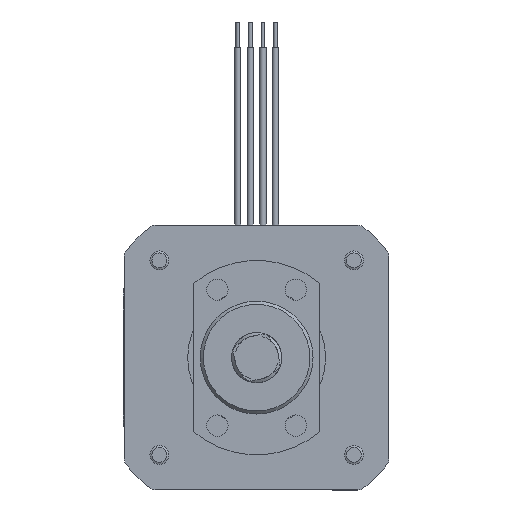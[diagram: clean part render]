
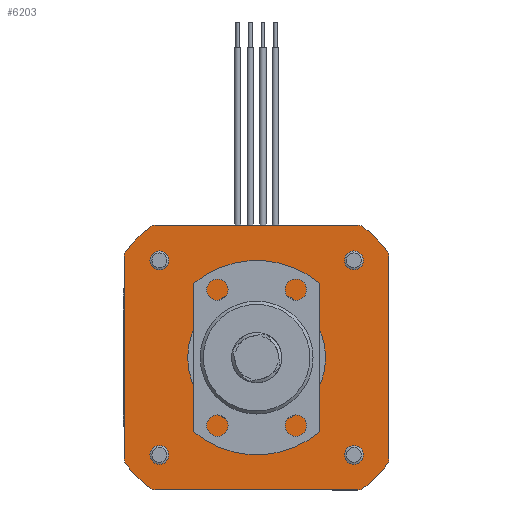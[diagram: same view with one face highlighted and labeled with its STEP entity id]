
A CAD part, front view. The second image highlights one B-rep face of the part: STEP entity #6203.
In plain terms, the highlighted face is planar.
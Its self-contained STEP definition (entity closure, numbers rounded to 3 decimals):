
#689=LINE('',#9924,#1212);
#690=LINE('',#9932,#1213);
#691=LINE('',#9940,#1214);
#692=LINE('',#9948,#1215);
#1212=VECTOR('',#8058,32.311);
#1213=VECTOR('',#8065,32.311);
#1214=VECTOR('',#8072,32.311);
#1215=VECTOR('',#8079,32.311);
#1397=FACE_BOUND('',#2090,.T.);
#1398=FACE_BOUND('',#2091,.T.);
#1399=FACE_BOUND('',#2092,.T.);
#1400=FACE_BOUND('',#2093,.T.);
#1401=FACE_BOUND('',#2094,.T.);
#1680=FACE_OUTER_BOUND('',#2089,.T.);
#2089=EDGE_LOOP('',(#5047,#5048,#5049,#5050,#5051,#5052,#5053,#5054,#5055,
#5056,#5057,#5058,#5059,#5060,#5061,#5062));
#2090=EDGE_LOOP('',(#5063));
#2091=EDGE_LOOP('',(#5064));
#2092=EDGE_LOOP('',(#5065));
#2093=EDGE_LOOP('',(#5066));
#2094=EDGE_LOOP('',(#5067));
#2481=CIRCLE('',#6702,11.);
#2484=CIRCLE('',#6707,26.9);
#2485=CIRCLE('',#6708,1.5);
#2486=CIRCLE('',#6709,1.5);
#2487=CIRCLE('',#6710,26.9);
#2488=CIRCLE('',#6711,1.5);
#2489=CIRCLE('',#6712,1.5);
#2490=CIRCLE('',#6713,26.9);
#2491=CIRCLE('',#6714,1.5);
#2492=CIRCLE('',#6715,1.5);
#2493=CIRCLE('',#6716,26.9);
#2494=CIRCLE('',#6717,1.5);
#2495=CIRCLE('',#6718,1.5);
#2496=CIRCLE('',#6719,1.5);
#2497=CIRCLE('',#6720,1.5);
#2498=CIRCLE('',#6721,1.5);
#2499=CIRCLE('',#6722,1.5);
#2975=VERTEX_POINT('',#9910);
#2978=VERTEX_POINT('',#9918);
#2979=VERTEX_POINT('',#9919);
#2980=VERTEX_POINT('',#9921);
#2981=VERTEX_POINT('',#9923);
#2982=VERTEX_POINT('',#9925);
#2983=VERTEX_POINT('',#9927);
#2984=VERTEX_POINT('',#9929);
#2985=VERTEX_POINT('',#9931);
#2986=VERTEX_POINT('',#9933);
#2987=VERTEX_POINT('',#9935);
#2988=VERTEX_POINT('',#9937);
#2989=VERTEX_POINT('',#9939);
#2990=VERTEX_POINT('',#9941);
#2991=VERTEX_POINT('',#9943);
#2992=VERTEX_POINT('',#9945);
#2993=VERTEX_POINT('',#9947);
#2994=VERTEX_POINT('',#9950);
#2995=VERTEX_POINT('',#9952);
#2996=VERTEX_POINT('',#9954);
#2997=VERTEX_POINT('',#9956);
#3727=EDGE_CURVE('',#2975,#2975,#2481,.T.);
#3730=EDGE_CURVE('',#2978,#2979,#2484,.T.);
#3731=EDGE_CURVE('',#2980,#2978,#2485,.T.);
#3732=EDGE_CURVE('',#2981,#2980,#689,.T.);
#3733=EDGE_CURVE('',#2982,#2981,#2486,.T.);
#3734=EDGE_CURVE('',#2983,#2982,#2487,.T.);
#3735=EDGE_CURVE('',#2984,#2983,#2488,.T.);
#3736=EDGE_CURVE('',#2985,#2984,#690,.T.);
#3737=EDGE_CURVE('',#2986,#2985,#2489,.T.);
#3738=EDGE_CURVE('',#2987,#2986,#2490,.T.);
#3739=EDGE_CURVE('',#2988,#2987,#2491,.T.);
#3740=EDGE_CURVE('',#2989,#2988,#691,.T.);
#3741=EDGE_CURVE('',#2990,#2989,#2492,.T.);
#3742=EDGE_CURVE('',#2991,#2990,#2493,.T.);
#3743=EDGE_CURVE('',#2992,#2991,#2494,.T.);
#3744=EDGE_CURVE('',#2993,#2992,#692,.T.);
#3745=EDGE_CURVE('',#2979,#2993,#2495,.T.);
#3746=EDGE_CURVE('',#2994,#2994,#2496,.T.);
#3747=EDGE_CURVE('',#2995,#2995,#2497,.T.);
#3748=EDGE_CURVE('',#2996,#2996,#2498,.T.);
#3749=EDGE_CURVE('',#2997,#2997,#2499,.T.);
#5047=ORIENTED_EDGE('',*,*,#3730,.F.);
#5048=ORIENTED_EDGE('',*,*,#3731,.F.);
#5049=ORIENTED_EDGE('',*,*,#3732,.F.);
#5050=ORIENTED_EDGE('',*,*,#3733,.F.);
#5051=ORIENTED_EDGE('',*,*,#3734,.F.);
#5052=ORIENTED_EDGE('',*,*,#3735,.F.);
#5053=ORIENTED_EDGE('',*,*,#3736,.F.);
#5054=ORIENTED_EDGE('',*,*,#3737,.F.);
#5055=ORIENTED_EDGE('',*,*,#3738,.F.);
#5056=ORIENTED_EDGE('',*,*,#3739,.F.);
#5057=ORIENTED_EDGE('',*,*,#3740,.F.);
#5058=ORIENTED_EDGE('',*,*,#3741,.F.);
#5059=ORIENTED_EDGE('',*,*,#3742,.F.);
#5060=ORIENTED_EDGE('',*,*,#3743,.F.);
#5061=ORIENTED_EDGE('',*,*,#3744,.F.);
#5062=ORIENTED_EDGE('',*,*,#3745,.F.);
#5063=ORIENTED_EDGE('',*,*,#3727,.T.);
#5064=ORIENTED_EDGE('',*,*,#3746,.T.);
#5065=ORIENTED_EDGE('',*,*,#3747,.T.);
#5066=ORIENTED_EDGE('',*,*,#3748,.T.);
#5067=ORIENTED_EDGE('',*,*,#3749,.T.);
#5940=PLANE('',#6706);
#6203=ADVANCED_FACE('',(#1680,#1397,#1398,#1399,#1400,#1401),#5940,.F.);
#6702=AXIS2_PLACEMENT_3D('',#9911,#8044,#8045);
#6706=AXIS2_PLACEMENT_3D('',#9917,#8052,#8053);
#6707=AXIS2_PLACEMENT_3D('',#9920,#8054,#8055);
#6708=AXIS2_PLACEMENT_3D('',#9922,#8056,#8057);
#6709=AXIS2_PLACEMENT_3D('',#9926,#8059,#8060);
#6710=AXIS2_PLACEMENT_3D('',#9928,#8061,#8062);
#6711=AXIS2_PLACEMENT_3D('',#9930,#8063,#8064);
#6712=AXIS2_PLACEMENT_3D('',#9934,#8066,#8067);
#6713=AXIS2_PLACEMENT_3D('',#9936,#8068,#8069);
#6714=AXIS2_PLACEMENT_3D('',#9938,#8070,#8071);
#6715=AXIS2_PLACEMENT_3D('',#9942,#8073,#8074);
#6716=AXIS2_PLACEMENT_3D('',#9944,#8075,#8076);
#6717=AXIS2_PLACEMENT_3D('',#9946,#8077,#8078);
#6718=AXIS2_PLACEMENT_3D('',#9949,#8080,#8081);
#6719=AXIS2_PLACEMENT_3D('',#9951,#8082,#8083);
#6720=AXIS2_PLACEMENT_3D('',#9953,#8084,#8085);
#6721=AXIS2_PLACEMENT_3D('',#9955,#8086,#8087);
#6722=AXIS2_PLACEMENT_3D('',#9957,#8088,#8089);
#8044=DIRECTION('center_axis',(0.,0.,1.));
#8045=DIRECTION('ref_axis',(1.,0.,0.));
#8052=DIRECTION('center_axis',(0.,0.,1.));
#8053=DIRECTION('ref_axis',(1.,0.,0.));
#8054=DIRECTION('center_axis',(0.,0.,1.));
#8055=DIRECTION('ref_axis',(1.,0.,0.));
#8056=DIRECTION('center_axis',(0.,0.,1.));
#8057=DIRECTION('ref_axis',(-1.,0.,0.));
#8058=DIRECTION('',(0.,-1.,0.));
#8059=DIRECTION('center_axis',(0.,0.,1.));
#8060=DIRECTION('ref_axis',(-1.,0.,0.));
#8061=DIRECTION('center_axis',(0.,0.,1.));
#8062=DIRECTION('ref_axis',(1.,0.,0.));
#8063=DIRECTION('center_axis',(0.,0.,1.));
#8064=DIRECTION('ref_axis',(-1.,0.,0.));
#8065=DIRECTION('',(-1.,0.,0.));
#8066=DIRECTION('center_axis',(0.,0.,1.));
#8067=DIRECTION('ref_axis',(-1.,0.,0.));
#8068=DIRECTION('center_axis',(0.,0.,1.));
#8069=DIRECTION('ref_axis',(1.,0.,0.));
#8070=DIRECTION('center_axis',(0.,0.,1.));
#8071=DIRECTION('ref_axis',(-1.,0.,0.));
#8072=DIRECTION('',(0.,1.,0.));
#8073=DIRECTION('center_axis',(0.,0.,1.));
#8074=DIRECTION('ref_axis',(-1.,0.,0.));
#8075=DIRECTION('center_axis',(0.,0.,1.));
#8076=DIRECTION('ref_axis',(1.,0.,0.));
#8077=DIRECTION('center_axis',(0.,0.,1.));
#8078=DIRECTION('ref_axis',(-1.,0.,0.));
#8079=DIRECTION('',(1.,0.,0.));
#8080=DIRECTION('center_axis',(0.,0.,1.));
#8081=DIRECTION('ref_axis',(1.,0.,0.));
#8082=DIRECTION('center_axis',(0.,0.,1.));
#8083=DIRECTION('ref_axis',(1.,0.,0.));
#8084=DIRECTION('center_axis',(0.,0.,1.));
#8085=DIRECTION('ref_axis',(1.,0.,0.));
#8086=DIRECTION('center_axis',(0.,0.,1.));
#8087=DIRECTION('ref_axis',(1.,0.,0.));
#8088=DIRECTION('center_axis',(0.,0.,1.));
#8089=DIRECTION('ref_axis',(1.,0.,0.));
#9910=CARTESIAN_POINT('',(11.,0.,1.8));
#9911=CARTESIAN_POINT('Origin',(0.,0.,1.8));
#9917=CARTESIAN_POINT('Origin',(0.,0.,1.8));
#9918=CARTESIAN_POINT('',(-20.757,-17.11,1.8));
#9919=CARTESIAN_POINT('',(-17.11,-20.757,1.8));
#9920=CARTESIAN_POINT('Origin',(0.,0.,1.8));
#9921=CARTESIAN_POINT('',(-21.1,-16.155,1.8));
#9922=CARTESIAN_POINT('Origin',(-19.6,-16.155,1.8));
#9923=CARTESIAN_POINT('',(-21.1,16.155,1.8));
#9924=CARTESIAN_POINT('',(-21.1,16.155,1.8));
#9925=CARTESIAN_POINT('',(-20.757,17.11,1.8));
#9926=CARTESIAN_POINT('Origin',(-19.6,16.155,1.8));
#9927=CARTESIAN_POINT('',(-17.11,20.757,1.8));
#9928=CARTESIAN_POINT('Origin',(0.,0.,1.8));
#9929=CARTESIAN_POINT('',(-16.155,21.1,1.8));
#9930=CARTESIAN_POINT('Origin',(-16.155,19.6,1.8));
#9931=CARTESIAN_POINT('',(16.155,21.1,1.8));
#9932=CARTESIAN_POINT('',(16.155,21.1,1.8));
#9933=CARTESIAN_POINT('',(17.11,20.757,1.8));
#9934=CARTESIAN_POINT('Origin',(16.155,19.6,1.8));
#9935=CARTESIAN_POINT('',(20.757,17.11,1.8));
#9936=CARTESIAN_POINT('Origin',(0.,0.,1.8));
#9937=CARTESIAN_POINT('',(21.1,16.155,1.8));
#9938=CARTESIAN_POINT('Origin',(19.6,16.155,1.8));
#9939=CARTESIAN_POINT('',(21.1,-16.155,1.8));
#9940=CARTESIAN_POINT('',(21.1,-16.155,1.8));
#9941=CARTESIAN_POINT('',(20.757,-17.11,1.8));
#9942=CARTESIAN_POINT('Origin',(19.6,-16.155,1.8));
#9943=CARTESIAN_POINT('',(17.11,-20.757,1.8));
#9944=CARTESIAN_POINT('Origin',(0.,0.,1.8));
#9945=CARTESIAN_POINT('',(16.155,-21.1,1.8));
#9946=CARTESIAN_POINT('Origin',(16.155,-19.6,1.8));
#9947=CARTESIAN_POINT('',(-16.155,-21.1,1.8));
#9948=CARTESIAN_POINT('',(-16.155,-21.1,1.8));
#9949=CARTESIAN_POINT('Origin',(-16.155,-19.6,1.8));
#9950=CARTESIAN_POINT('',(-14.,-15.5,1.8));
#9951=CARTESIAN_POINT('Origin',(-15.5,-15.5,1.8));
#9952=CARTESIAN_POINT('',(17.,-15.5,1.8));
#9953=CARTESIAN_POINT('Origin',(15.5,-15.5,1.8));
#9954=CARTESIAN_POINT('',(17.,15.5,1.8));
#9955=CARTESIAN_POINT('Origin',(15.5,15.5,1.8));
#9956=CARTESIAN_POINT('',(-14.,15.5,1.8));
#9957=CARTESIAN_POINT('Origin',(-15.5,15.5,1.8));
